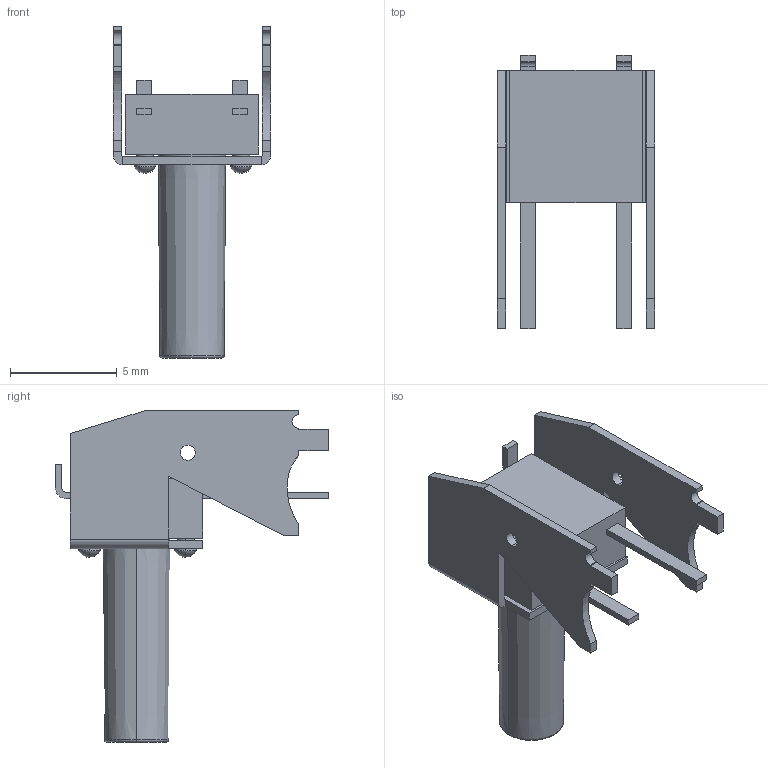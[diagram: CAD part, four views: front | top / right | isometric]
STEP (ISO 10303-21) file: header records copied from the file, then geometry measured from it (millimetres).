
FILE_DESCRIPTION (( 'STEP AP214' ), '1' );
FILE_NAME ('botao_rst-90.STEP', '2020-05-15T17:22:59', ( '' ), ( '' ), 'SwSTEP 2.0', 'SolidWorks 2018', '' );
FILE_SCHEMA (( 'AUTOMOTIVE_DESIGN' ));
Length unit declared in the file: millimetre
Products named in the file (1): botao_rst-90
Bounding box: 7.4 x 12.8 x 15.55 mm (x, y, z)
Volume: 240 mm3; surface area: 593.2 mm2
Topology: 1 solids, 1 shells, 111 faces, 284 edges, 186 vertices
Faces by surface type: plane 65, cylinder 32, sphere 8, torus 2, cone 2, bspline 2
Entity records: 3813 total; most frequent: CARTESIAN_POINT 608, DIRECTION 580, ORIENTED_EDGE 568, EDGE_CURVE 284, VECTOR 200, LINE 200, AXIS2_PLACEMENT_3D 190, VERTEX_POINT 186
